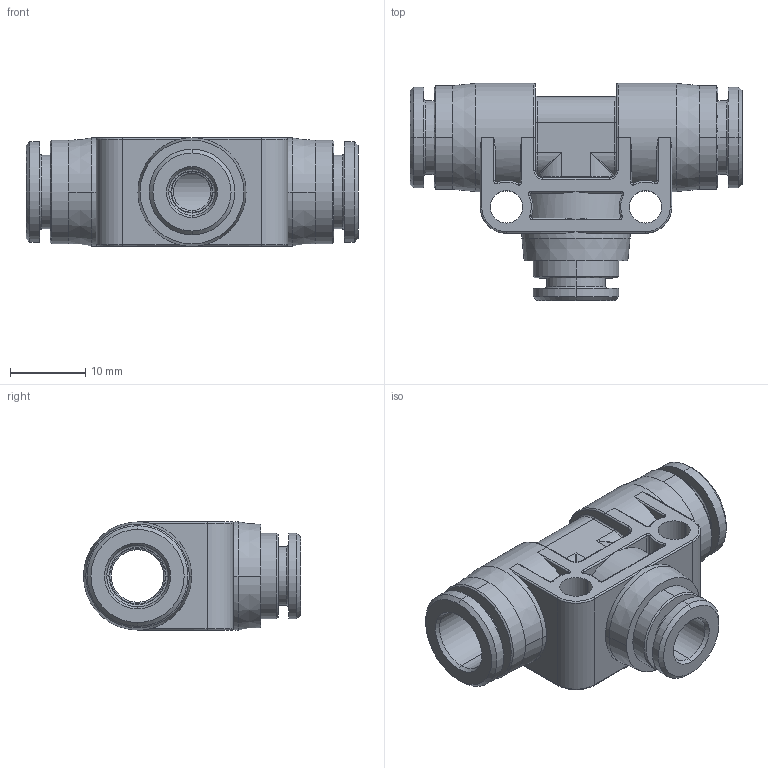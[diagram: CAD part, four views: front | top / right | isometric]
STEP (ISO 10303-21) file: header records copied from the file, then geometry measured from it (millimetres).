
FILE_DESCRIPTION(( 'MXP.29.08.06.stp' ), '1');
FILE_NAME( 'MXP.29.08.06.stp', '2021-02-22T15:44:53',( 'Sopra'),('sopra-pneumatic.com'), 'SwSTEP 2.0','SolidWorks 2009','' );
FILE_SCHEMA(('CONFIG_CONTROL_DESIGN'));
Length unit declared in the file: millimetre
Products named in the file (1): 367611B_954V-8-6FF
Bounding box: 44.2 x 28.9 x 14.4 mm (x, y, z)
Volume: 6512.9 mm3; surface area: 5371.9 mm2
Topology: 1 solids, 1 shells, 252 faces, 600 edges, 362 vertices
Faces by surface type: cylinder 118, torus 64, plane 42, cone 24, bspline 4
Entity records: 8046 total; most frequent: CARTESIAN_POINT 2072, DIRECTION 1345, ORIENTED_EDGE 1200, EDGE_CURVE 600, AXIS2_PLACEMENT_3D 568, VERTEX_POINT 362, CIRCLE 320, EDGE_LOOP 272
